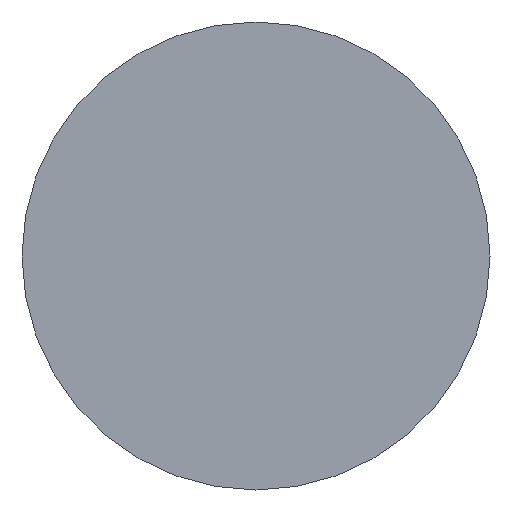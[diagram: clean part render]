
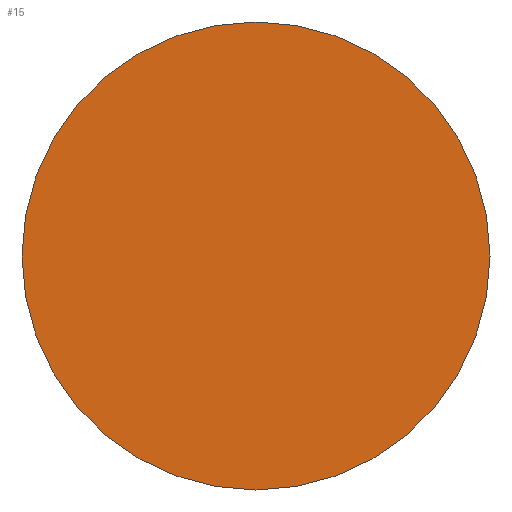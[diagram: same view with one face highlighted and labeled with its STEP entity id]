
A CAD part, left-side view. The second image highlights one B-rep face of the part: STEP entity #15.
In plain terms, the highlighted planar face has unit normal (-1, 0, 0).
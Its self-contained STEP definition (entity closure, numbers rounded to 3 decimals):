
#3 = DIRECTION ( 'NONE',  ( 1., 0., 0. ) ) ;
#4 = CARTESIAN_POINT ( 'NONE',  ( 0., 12.7, 0. ) ) ;
#5 = EDGE_LOOP ( 'NONE', ( #139, #108 ) ) ;
#15 = ADVANCED_FACE ( 'NONE', ( #163 ), #96, .F. ) ;
#26 = EDGE_CURVE ( 'NONE', #150, #77, #172, .T. ) ;
#42 = DIRECTION ( 'NONE',  ( -1., 0., 0. ) ) ;
#53 = DIRECTION ( 'NONE',  ( 0., 0., 1. ) ) ;
#73 = AXIS2_PLACEMENT_3D ( 'NONE', #81, #138, #80 ) ;
#77 = VERTEX_POINT ( 'NONE', #126 ) ;
#80 = DIRECTION ( 'NONE',  ( 0., 0., 1. ) ) ;
#81 = CARTESIAN_POINT ( 'NONE',  ( 0., 0., 0. ) ) ;
#83 = CARTESIAN_POINT ( 'NONE',  ( 0., 0., 0. ) ) ;
#96 = PLANE ( 'NONE',  #134 ) ;
#108 = ORIENTED_EDGE ( 'NONE', *, *, #171, .T. ) ;
#113 = CARTESIAN_POINT ( 'NONE',  ( 0., 0., 12.7 ) ) ;
#120 = AXIS2_PLACEMENT_3D ( 'NONE', #83, #42, #53 ) ;
#126 = CARTESIAN_POINT ( 'NONE',  ( 0., 0., -12.7 ) ) ;
#134 = AXIS2_PLACEMENT_3D ( 'NONE', #4, #3, #166 ) ;
#138 = DIRECTION ( 'NONE',  ( -1., 0., 0. ) ) ;
#139 = ORIENTED_EDGE ( 'NONE', *, *, #26, .T. ) ;
#150 = VERTEX_POINT ( 'NONE', #113 ) ;
#154 = CIRCLE ( 'NONE', #73, 12.7 ) ;
#163 = FACE_OUTER_BOUND ( 'NONE', #5, .T. ) ;
#166 = DIRECTION ( 'NONE',  ( 0., 0., -1. ) ) ;
#171 = EDGE_CURVE ( 'NONE', #77, #150, #154, .T. ) ;
#172 = CIRCLE ( 'NONE', #120, 12.7 ) ;
